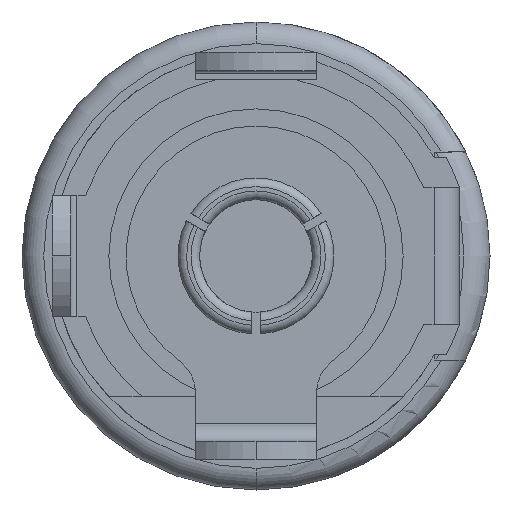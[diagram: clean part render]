
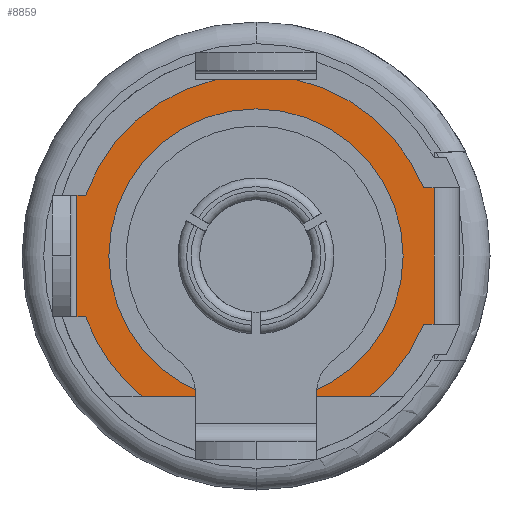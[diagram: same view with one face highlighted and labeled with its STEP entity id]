
A CAD part, front view. The second image highlights one B-rep face of the part: STEP entity #8859.
In plain terms, the highlighted planar face has unit normal (0, -1, 0).
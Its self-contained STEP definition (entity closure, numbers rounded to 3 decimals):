
#51 = VERTEX_POINT ( 'NONE', #403 ) ;
#214 = ORIENTED_EDGE ( 'NONE', *, *, #879, .T. ) ;
#278 = CARTESIAN_POINT ( 'NONE',  ( 0., 7.28, -1.571 ) ) ;
#313 = DIRECTION ( 'NONE',  ( 0., 0., -1. ) ) ;
#403 = CARTESIAN_POINT ( 'NONE',  ( 0., 7.28, -1.5 ) ) ;
#405 = DIRECTION ( 'NONE',  ( -1., 0., 0. ) ) ;
#427 = EDGE_LOOP ( 'NONE', ( #5946, #5891, #4787, #8502, #1511, #6789, #9112, #6127, #8985, #1120, #5226, #6725 ) ) ;
#482 = LINE ( 'NONE', #7030, #5508 ) ;
#533 = DIRECTION ( 'NONE',  ( 0., 0., -1. ) ) ;
#658 = EDGE_CURVE ( 'NONE', #3105, #9192, #5399, .T. ) ;
#681 = CARTESIAN_POINT ( 'NONE',  ( 4.11, 7.28, -1.571 ) ) ;
#879 = EDGE_CURVE ( 'NONE', #4767, #51, #2006, .T. ) ;
#1080 = VECTOR ( 'NONE', #7860, 1000. ) ;
#1120 = ORIENTED_EDGE ( 'NONE', *, *, #8621, .F. ) ;
#1129 = CARTESIAN_POINT ( 'NONE',  ( -0.942, 7.28, 4.067 ) ) ;
#1145 = LINE ( 'NONE', #1177, #6892 ) ;
#1177 = CARTESIAN_POINT ( 'NONE',  ( 0., 7.28, 1.571 ) ) ;
#1219 = EDGE_CURVE ( 'NONE', #1922, #1804, #482, .T. ) ;
#1393 = EDGE_CURVE ( 'NONE', #1804, #9192, #2472, .T. ) ;
#1451 = CARTESIAN_POINT ( 'NONE',  ( 0., 7.28, 1.5 ) ) ;
#1454 = CARTESIAN_POINT ( 'NONE',  ( -4.133, 7.28, 1.4 ) ) ;
#1488 = VECTOR ( 'NONE', #8969, 1000. ) ;
#1511 = ORIENTED_EDGE ( 'NONE', *, *, #1393, .T. ) ;
#1734 = VERTEX_POINT ( 'NONE', #681 ) ;
#1804 = VERTEX_POINT ( 'NONE', #1454 ) ;
#1922 = VERTEX_POINT ( 'NONE', #6835 ) ;
#2005 = CARTESIAN_POINT ( 'NONE',  ( 0., 7.28, 0. ) ) ;
#2006 = CIRCLE ( 'NONE', #8485, 1.5 ) ;
#2159 = DIRECTION ( 'NONE',  ( -1., 0., 0. ) ) ;
#2234 = CARTESIAN_POINT ( 'NONE',  ( 0., 7.28, 0. ) ) ;
#2323 = VERTEX_POINT ( 'NONE', #2623 ) ;
#2472 = LINE ( 'NONE', #6350, #7625 ) ;
#2591 = DIRECTION ( 'NONE',  ( 0., 0., -1. ) ) ;
#2613 = DIRECTION ( 'NONE',  ( -1., 0., 0. ) ) ;
#2623 = CARTESIAN_POINT ( 'NONE',  ( 3.868, 7.28, -1.571 ) ) ;
#2735 = EDGE_CURVE ( 'NONE', #4371, #1734, #8745, .T. ) ;
#2746 = EDGE_CURVE ( 'NONE', #3105, #5494, #8402, .T. ) ;
#2992 = DIRECTION ( 'NONE',  ( 0., -1., 0. ) ) ;
#3105 = VERTEX_POINT ( 'NONE', #4241 ) ;
#3355 = EDGE_CURVE ( 'NONE', #5494, #8842, #5108, .T. ) ;
#3497 = CIRCLE ( 'NONE', #4429, 1.5 ) ;
#3634 = DIRECTION ( 'NONE',  ( 0., -1., 0. ) ) ;
#3743 = EDGE_CURVE ( 'NONE', #51, #4767, #3497, .T. ) ;
#4022 = AXIS2_PLACEMENT_3D ( 'NONE', #2005, #6444, #533 ) ;
#4180 = EDGE_CURVE ( 'NONE', #9596, #6047, #6777, .T. ) ;
#4194 = DIRECTION ( 'NONE',  ( 0., -1., 0. ) ) ;
#4241 = CARTESIAN_POINT ( 'NONE',  ( -3.933, 7.28, -1.4 ) ) ;
#4300 = VECTOR ( 'NONE', #4577, 1000. ) ;
#4362 = EDGE_CURVE ( 'NONE', #4371, #5220, #1145, .T. ) ;
#4371 = VERTEX_POINT ( 'NONE', #8597 ) ;
#4429 = AXIS2_PLACEMENT_3D ( 'NONE', #4790, #5642, #2591 ) ;
#4556 = EDGE_CURVE ( 'NONE', #8842, #2323, #7357, .T. ) ;
#4577 = DIRECTION ( 'NONE',  ( 1., 0., 0. ) ) ;
#4767 = VERTEX_POINT ( 'NONE', #1451 ) ;
#4787 = ORIENTED_EDGE ( 'NONE', *, *, #7545, .T. ) ;
#4790 = CARTESIAN_POINT ( 'NONE',  ( 0., 7.28, 0. ) ) ;
#4802 = DIRECTION ( 'NONE',  ( 0., 0., -1. ) ) ;
#4941 = AXIS2_PLACEMENT_3D ( 'NONE', #7367, #3634, #8102 ) ;
#4978 = AXIS2_PLACEMENT_3D ( 'NONE', #7185, #6164, #5633 ) ;
#5108 = LINE ( 'NONE', #9072, #4300 ) ;
#5220 = VERTEX_POINT ( 'NONE', #5608 ) ;
#5226 = ORIENTED_EDGE ( 'NONE', *, *, #2735, .F. ) ;
#5386 = CARTESIAN_POINT ( 'NONE',  ( 0.942, 7.28, 4.067 ) ) ;
#5399 = LINE ( 'NONE', #9473, #8441 ) ;
#5401 = LINE ( 'NONE', #278, #1080 ) ;
#5494 = VERTEX_POINT ( 'NONE', #7782 ) ;
#5508 = VECTOR ( 'NONE', #2613, 1000. ) ;
#5608 = CARTESIAN_POINT ( 'NONE',  ( 3.868, 7.28, 1.571 ) ) ;
#5633 = DIRECTION ( 'NONE',  ( 0., 0., -1. ) ) ;
#5642 = DIRECTION ( 'NONE',  ( 0., 1., 0. ) ) ;
#5649 = AXIS2_PLACEMENT_3D ( 'NONE', #7196, #4194, #4802 ) ;
#5660 = AXIS2_PLACEMENT_3D ( 'NONE', #2234, #2992, #9221 ) ;
#5891 = ORIENTED_EDGE ( 'NONE', *, *, #4180, .T. ) ;
#5946 = ORIENTED_EDGE ( 'NONE', *, *, #9094, .T. ) ;
#6047 = VERTEX_POINT ( 'NONE', #1129 ) ;
#6127 = ORIENTED_EDGE ( 'NONE', *, *, #3355, .T. ) ;
#6164 = DIRECTION ( 'NONE',  ( 0., -1., 0. ) ) ;
#6189 = ORIENTED_EDGE ( 'NONE', *, *, #3743, .T. ) ;
#6235 = DIRECTION ( 'NONE',  ( 0., 0., -1. ) ) ;
#6349 = DIRECTION ( 'NONE',  ( 0., 1., 0. ) ) ;
#6350 = CARTESIAN_POINT ( 'NONE',  ( -4.133, 7.28, 0. ) ) ;
#6444 = DIRECTION ( 'NONE',  ( 0., -1., 0. ) ) ;
#6725 = ORIENTED_EDGE ( 'NONE', *, *, #4362, .T. ) ;
#6777 = LINE ( 'NONE', #9005, #1488 ) ;
#6789 = ORIENTED_EDGE ( 'NONE', *, *, #658, .F. ) ;
#6835 = CARTESIAN_POINT ( 'NONE',  ( -3.933, 7.28, 1.4 ) ) ;
#6892 = VECTOR ( 'NONE', #405, 1000. ) ;
#6937 = CIRCLE ( 'NONE', #5660, 4.174 ) ;
#7030 = CARTESIAN_POINT ( 'NONE',  ( 0., 7.28, 1.4 ) ) ;
#7074 = DIRECTION ( 'NONE',  ( 0., 0., -1. ) ) ;
#7185 = CARTESIAN_POINT ( 'NONE',  ( 0., 7.28, 0. ) ) ;
#7196 = CARTESIAN_POINT ( 'NONE',  ( 0., 7.28, 0. ) ) ;
#7237 = VECTOR ( 'NONE', #6235, 1000. ) ;
#7273 = CARTESIAN_POINT ( 'NONE',  ( 2.62, 7.28, -3.25 ) ) ;
#7357 = CIRCLE ( 'NONE', #4941, 4.174 ) ;
#7367 = CARTESIAN_POINT ( 'NONE',  ( 0., 7.28, 0. ) ) ;
#7545 = EDGE_CURVE ( 'NONE', #6047, #1922, #7654, .T. ) ;
#7601 = EDGE_LOOP ( 'NONE', ( #6189, #214 ) ) ;
#7625 = VECTOR ( 'NONE', #7074, 1000. ) ;
#7654 = CIRCLE ( 'NONE', #5649, 4.174 ) ;
#7782 = CARTESIAN_POINT ( 'NONE',  ( -2.62, 7.28, -3.25 ) ) ;
#7858 = FACE_BOUND ( 'NONE', #7601, .T. ) ;
#7860 = DIRECTION ( 'NONE',  ( -1., 0., 0. ) ) ;
#8102 = DIRECTION ( 'NONE',  ( 0., 0., -1. ) ) ;
#8323 = FACE_OUTER_BOUND ( 'NONE', #427, .T. ) ;
#8402 = CIRCLE ( 'NONE', #4978, 4.174 ) ;
#8441 = VECTOR ( 'NONE', #2159, 1000. ) ;
#8485 = AXIS2_PLACEMENT_3D ( 'NONE', #9268, #6349, #313 ) ;
#8502 = ORIENTED_EDGE ( 'NONE', *, *, #1219, .T. ) ;
#8597 = CARTESIAN_POINT ( 'NONE',  ( 4.11, 7.28, 1.571 ) ) ;
#8621 = EDGE_CURVE ( 'NONE', #1734, #2323, #5401, .T. ) ;
#8745 = LINE ( 'NONE', #9242, #7237 ) ;
#8842 = VERTEX_POINT ( 'NONE', #7273 ) ;
#8859 = ADVANCED_FACE ( 'NONE', ( #7858, #8323 ), #9452, .T. ) ;
#8969 = DIRECTION ( 'NONE',  ( -1., 0., 0. ) ) ;
#8985 = ORIENTED_EDGE ( 'NONE', *, *, #4556, .T. ) ;
#9005 = CARTESIAN_POINT ( 'NONE',  ( 0., 7.28, 4.067 ) ) ;
#9072 = CARTESIAN_POINT ( 'NONE',  ( 0., 7.28, -3.25 ) ) ;
#9094 = EDGE_CURVE ( 'NONE', #5220, #9596, #6937, .T. ) ;
#9112 = ORIENTED_EDGE ( 'NONE', *, *, #2746, .T. ) ;
#9192 = VERTEX_POINT ( 'NONE', #9289 ) ;
#9221 = DIRECTION ( 'NONE',  ( 0., 0., -1. ) ) ;
#9242 = CARTESIAN_POINT ( 'NONE',  ( 4.11, 7.28, 0. ) ) ;
#9268 = CARTESIAN_POINT ( 'NONE',  ( 0., 7.28, 0. ) ) ;
#9289 = CARTESIAN_POINT ( 'NONE',  ( -4.133, 7.28, -1.4 ) ) ;
#9452 = PLANE ( 'NONE',  #4022 ) ;
#9473 = CARTESIAN_POINT ( 'NONE',  ( 0., 7.28, -1.4 ) ) ;
#9596 = VERTEX_POINT ( 'NONE', #5386 ) ;
